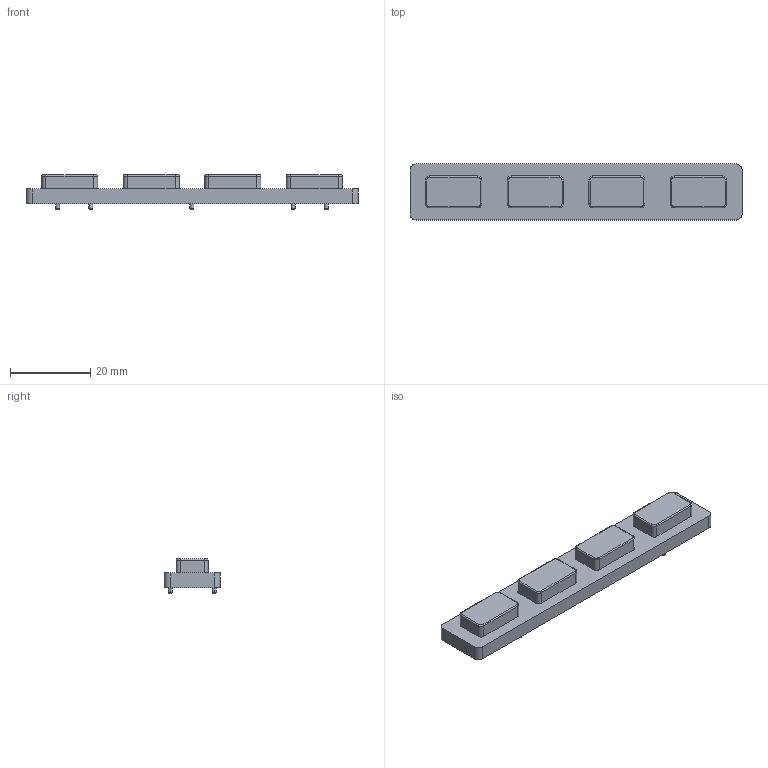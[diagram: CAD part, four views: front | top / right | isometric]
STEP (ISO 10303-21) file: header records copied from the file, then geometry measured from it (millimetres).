
FILE_DESCRIPTION((''),'2;1');
FILE_NAME('BOTONES_ZYNT','2020-05-11T',('ramon'),(''),'PRO/ENGINEER BY PARAMETRIC TECHNOLOGY CORPORATION, 2013230','PRO/ENGINEER BY PARAMETRIC TECHNOLOGY CORPORATION, 2013230','');
FILE_SCHEMA(('CONFIG_CONTROL_DESIGN'));
Length unit declared in the file: millimetre
Products named in the file (1): BOTONES_ZYNT
Bounding box: 83 x 14 x 8.6 mm (x, y, z)
Volume: 5850.4 mm3; surface area: 3619 mm2
Topology: 1 solids, 1 shells, 103 faces, 234 edges, 142 vertices
Faces by surface type: cylinder 46, plane 31, torus 26
Entity records: 2938 total; most frequent: DIRECTION 568, CARTESIAN_POINT 479, ORIENTED_EDGE 468, EDGE_CURVE 234, AXIS2_PLACEMENT_3D 231, VERTEX_POINT 142, CIRCLE 128, EDGE_LOOP 112
